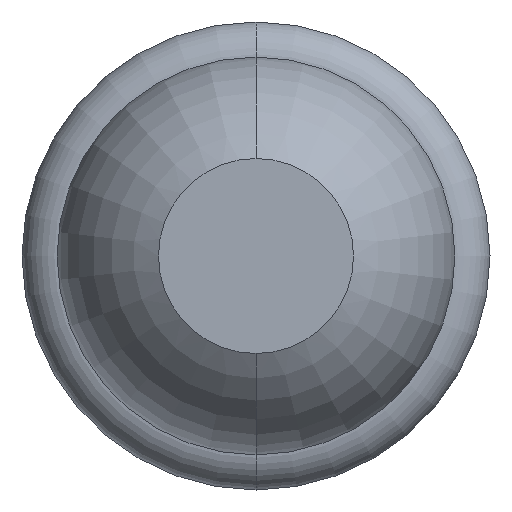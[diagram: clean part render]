
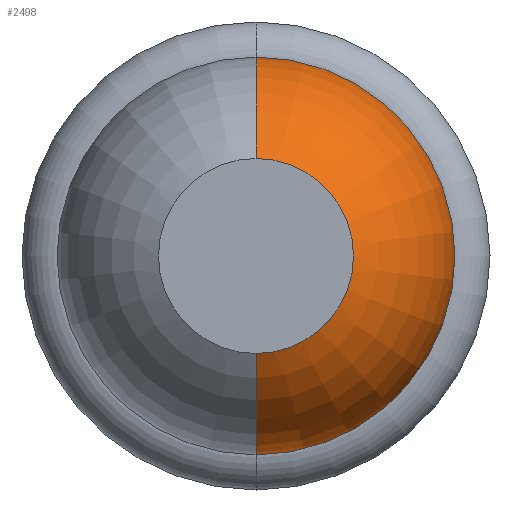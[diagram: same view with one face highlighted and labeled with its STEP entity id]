
A CAD part, front view. The second image highlights one B-rep face of the part: STEP entity #2498.
In plain terms, the highlighted toroidal (fillet/blend) face has major radius 0.01 mm and minor radius 0.5 mm.
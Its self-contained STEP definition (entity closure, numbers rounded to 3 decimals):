
#198 = VERTEX_POINT ( 'NONE', #2221 ) ;
#223 = DIRECTION ( 'NONE',  ( 0., -1., 0. ) ) ;
#362 = DIRECTION ( 'NONE',  ( 1., 0., 0. ) ) ;
#459 = CIRCLE ( 'NONE', #2504, 0.25 ) ;
#568 = VERTEX_POINT ( 'NONE', #833 ) ;
#612 = ORIENTED_EDGE ( 'NONE', *, *, #4232, .T. ) ;
#620 = EDGE_CURVE ( 'Defeature ausgef�hrt1_0+Defeature ausgef�hrt1_15+Defeature ausgef�hrt1_15+Defeature ausgef�hrt1_15', #198, #3457, #946, .T. ) ;
#642 = CARTESIAN_POINT ( 'NONE',  ( 0., -24.961, 0. ) ) ;
#679 = CIRCLE ( 'NONE', #4056, 0.5 ) ;
#734 = ORIENTED_EDGE ( 'NONE', *, *, #1125, .T. ) ;
#833 = CARTESIAN_POINT ( 'NONE',  ( 0., -25.4, -0.25 ) ) ;
#896 = DIRECTION ( 'NONE',  ( 0., 0., -1. ) ) ;
#946 = CIRCLE ( 'NONE', #3436, 0.51 ) ;
#955 = FACE_OUTER_BOUND ( 'NONE', #2128, .T. ) ;
#1040 = DIRECTION ( 'NONE',  ( 0., 0., -1. ) ) ;
#1082 = DIRECTION ( 'NONE',  ( 0., 0., 1. ) ) ;
#1125 = EDGE_CURVE ( 'Defeature ausgef�hrt1_0+Defeature ausgef�hrt1_16+Defeature ausgef�hrt1_16+Defeature ausgef�hrt1_16', #4170, #568, #459, .T. ) ;
#1134 = CARTESIAN_POINT ( 'NONE',  ( 0., -24.961, 0.51 ) ) ;
#1296 = ORIENTED_EDGE ( 'NONE', *, *, #620, .T. ) ;
#1378 = EDGE_CURVE ( 'NONE', #198, #568, #679, .T. ) ;
#1379 = CARTESIAN_POINT ( 'NONE',  ( 0., -25.4, 0. ) ) ;
#1644 = DIRECTION ( 'NONE',  ( 0., -1., 0. ) ) ;
#1872 = TOROIDAL_SURFACE ( 'NONE', #2775, 0.01, 0.5 ) ;
#1897 = CIRCLE ( 'NONE', #3940, 0.5 ) ;
#1995 = CARTESIAN_POINT ( 'NONE',  ( 0., -24.961, 0.01 ) ) ;
#2034 = DIRECTION ( 'NONE',  ( 0., 1., 0. ) ) ;
#2128 = EDGE_LOOP ( 'NONE', ( #1296, #612, #734, #3403 ) ) ;
#2202 = CARTESIAN_POINT ( 'NONE',  ( 0., -25.4, 0.25 ) ) ;
#2221 = CARTESIAN_POINT ( 'NONE',  ( 0., -24.961, -0.51 ) ) ;
#2267 = CARTESIAN_POINT ( 'NONE',  ( 0., -24.961, -0.01 ) ) ;
#2498 = ADVANCED_FACE ( 'Defeature ausgef�hrt1_0', ( #955 ), #1872, .T. ) ;
#2504 = AXIS2_PLACEMENT_3D ( 'NONE', #1379, #2034, #1082 ) ;
#2609 = DIRECTION ( 'NONE',  ( -1., 0., 0. ) ) ;
#2775 = AXIS2_PLACEMENT_3D ( 'NONE', #642, #1644, #3351 ) ;
#3167 = CARTESIAN_POINT ( 'NONE',  ( 0., -24.961, 0. ) ) ;
#3252 = DIRECTION ( 'NONE',  ( 0., 0., 1. ) ) ;
#3351 = DIRECTION ( 'NONE',  ( 0., 0., -1. ) ) ;
#3403 = ORIENTED_EDGE ( 'NONE', *, *, #1378, .F. ) ;
#3436 = AXIS2_PLACEMENT_3D ( 'NONE', #3167, #223, #896 ) ;
#3457 = VERTEX_POINT ( 'NONE', #1134 ) ;
#3940 = AXIS2_PLACEMENT_3D ( 'NONE', #1995, #362, #1040 ) ;
#4056 = AXIS2_PLACEMENT_3D ( 'NONE', #2267, #2609, #3252 ) ;
#4170 = VERTEX_POINT ( 'NONE', #2202 ) ;
#4232 = EDGE_CURVE ( 'NONE', #3457, #4170, #1897, .T. ) ;
